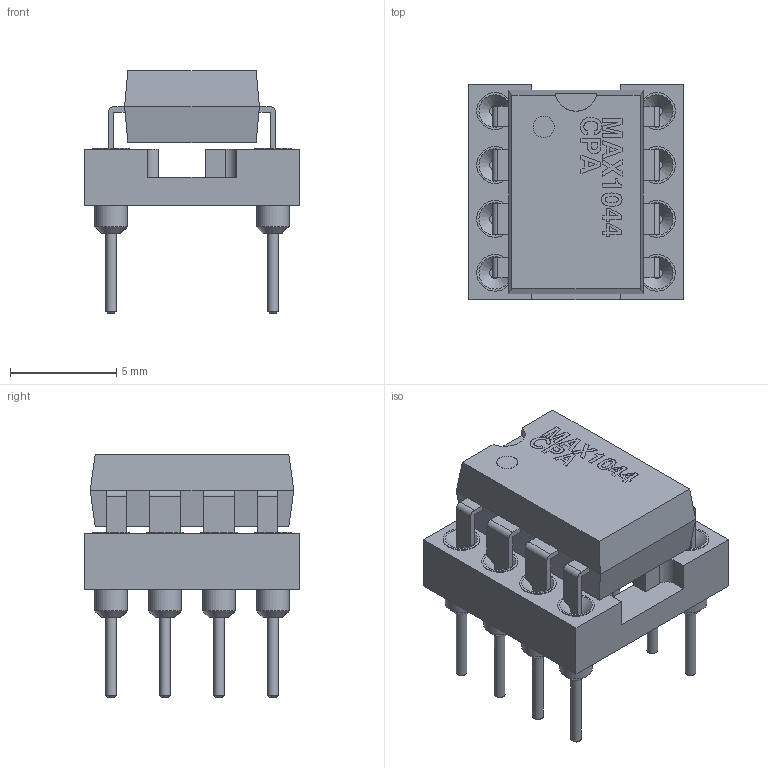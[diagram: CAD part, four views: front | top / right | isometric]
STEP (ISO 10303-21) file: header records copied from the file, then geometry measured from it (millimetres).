
FILE_DESCRIPTION(('FreeCAD Model'),'2;1');
FILE_NAME('MAX1044CPA_Socket_THT.step','2019-08-05T23:02:38',(''),(''), 'Open CASCADE STEP processor 7.3','FreeCAD','Unknown');
FILE_SCHEMA(('AUTOMOTIVE_DESIGN { 1 0 10303 214 1 1 1 1 }'));
Length unit declared in the file: millimetre
Products named in the file (1): MAX1044CPA
Bounding box: 10.16 x 10.16 x 11.45 mm (x, y, z)
Volume: 413.3 mm3; surface area: 738.2 mm2
Topology: 1 solids, 1 shells, 432 faces, 1125 edges, 737 vertices
Faces by surface type: plane 271, cylinder 82, extrusion 47, cone 24, bspline 8
Full cylindrical faces by diameter (mm): 0.508 x8, 1 x1, 1.524 x8, 1.724 x8
Entity records: 16347 total; most frequent: CARTESIAN_POINT 2696, ORIENTED_EDGE 2250, DIRECTION 2059, EDGE_CURVE 1125, VECTOR 783, VERTEX_POINT 737, LINE 736, AXIS2_PLACEMENT_3D 638
